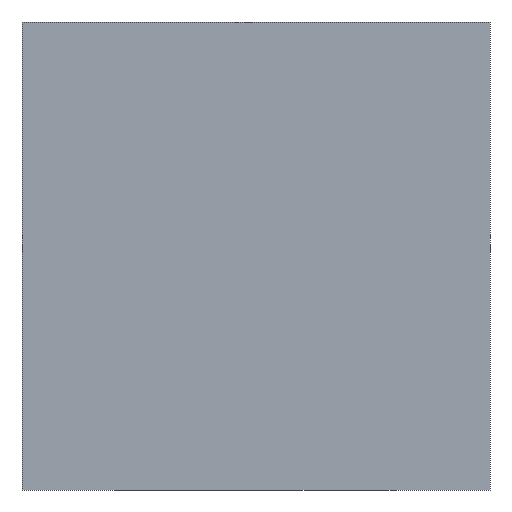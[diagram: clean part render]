
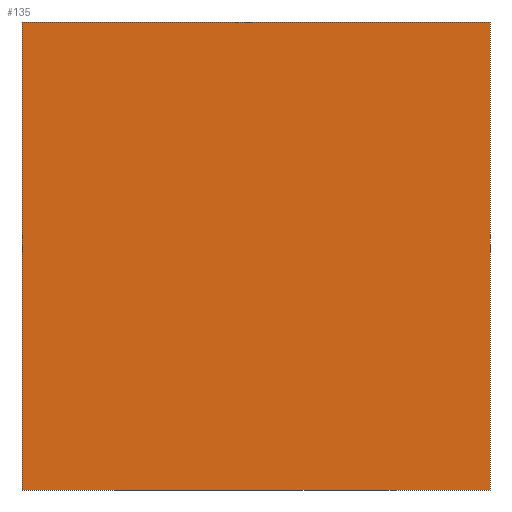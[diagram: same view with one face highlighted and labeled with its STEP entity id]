
A CAD part, front view. The second image highlights one B-rep face of the part: STEP entity #135.
In plain terms, the highlighted planar face has unit normal (0, -1, 0).
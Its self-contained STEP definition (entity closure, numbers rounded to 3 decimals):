
#96=CARTESIAN_POINT('',(5.0,-5.0,0.0));
#97=DIRECTION('',(0.0,-1.0,0.0));
#98=DIRECTION('',(0.0,0.0,-1.0));
#99=AXIS2_PLACEMENT_3D('',#96,#97,#98);
#100=PLANE('',#99);
#101=CARTESIAN_POINT('',(5.0,-5.0,10.0));
#102=VERTEX_POINT('',#101);
#103=CARTESIAN_POINT('',(-5.0,-5.0,10.0));
#104=VERTEX_POINT('',#103);
#105=CARTESIAN_POINT('',(5.0,-5.0,10.0));
#106=DIRECTION('',(-1.0,0.0,0.0));
#107=VECTOR('',#106,10.0);
#108=LINE('',#105,#107);
#109=EDGE_CURVE('',#102,#104,#108,.T.);
#110=ORIENTED_EDGE('',*,*,#109,.T.);
#111=CARTESIAN_POINT('',(-5.0,-5.0,0.0));
#112=VERTEX_POINT('',#111);
#113=CARTESIAN_POINT('',(-5.0,-5.0,0.0));
#114=DIRECTION('',(0.0,0.0,1.0));
#115=VECTOR('',#114,10.0);
#116=LINE('',#113,#115);
#117=EDGE_CURVE('',#112,#104,#116,.T.);
#118=ORIENTED_EDGE('',*,*,#117,.F.);
#119=CARTESIAN_POINT('',(5.0,-5.0,0.0));
#120=VERTEX_POINT('',#119);
#121=CARTESIAN_POINT('',(5.0,-5.0,0.0));
#122=DIRECTION('',(-1.0,0.0,0.0));
#123=VECTOR('',#122,10.0);
#124=LINE('',#121,#123);
#125=EDGE_CURVE('',#120,#112,#124,.T.);
#126=ORIENTED_EDGE('',*,*,#125,.F.);
#127=CARTESIAN_POINT('',(5.0,-5.0,0.0));
#128=DIRECTION('',(0.0,0.0,1.0));
#129=VECTOR('',#128,10.0);
#130=LINE('',#127,#129);
#131=EDGE_CURVE('',#120,#102,#130,.T.);
#132=ORIENTED_EDGE('',*,*,#131,.T.);
#133=EDGE_LOOP('',(#110,#118,#126,#132));
#134=FACE_OUTER_BOUND('',#133,.T.);
#135=ADVANCED_FACE('',(#134),#100,.T.);
